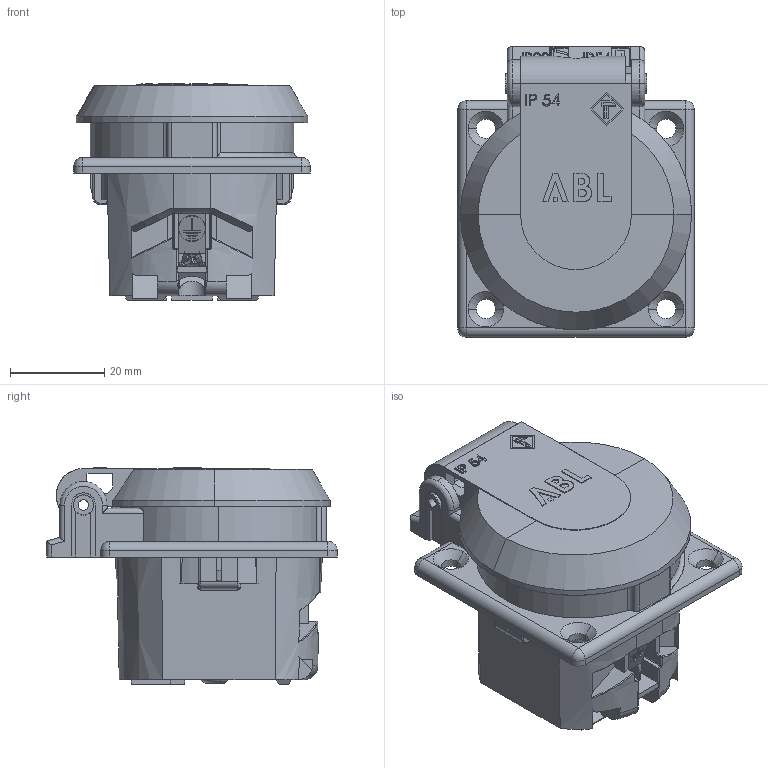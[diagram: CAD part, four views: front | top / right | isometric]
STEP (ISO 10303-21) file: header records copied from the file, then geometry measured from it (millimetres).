
FILE_DESCRIPTION(/* description */ ('SolidWorks IGES file using analytic representation for surfaces '),/* implementation_level */ '2;1');
FILE_NAME(/* name */ '88010303.stp',/* time_stamp */ '2019-02-20T11:33:57-06:00',/* author */ ('dford'),/* organization */ (''),/* preprocessor_version */ 'ST-DEVELOPER v17',/* originating_system */ 'Autodesk Inventor 2018',/* authorisation */ '');
FILE_SCHEMA (('AUTOMOTIVE_DESIGN { 1 0 10303 214 3 1 1 }'));
Products named in the file (7): 88010303; 88010303_1; Cap_2; SCREW_2; PIN; PLATE; CLIP
Assembly tree (9 placements, depth 2):
  88010303
    88010303_1
    Cap_2
    SCREW_2  x4
    PIN
    PLATE
    CLIP
Bounding box: 50.2 x 61.6 x 45.95 mm (x, y, z)
Surface area: 26626.3 mm2 (no closed solid volume)
Topology: 0 solids, 1507 shells, 1547 faces, 7973 edges, 7921 vertices
Faces by surface type: plane 910, cylinder 315, bspline 223, cone 42, torus 30, sphere 27
Full cylindrical faces by diameter (mm): 2.025 x36
Entity records: 101980 total; most frequent: CARTESIAN_POINT 49568, DIRECTION 8757, ORIENTED_EDGE 6807, EDGE_CURVE 6797, VERTEX_POINT 6787, LINE 4727, VECTOR 4727, AXIS2_PLACEMENT_3D 2015
